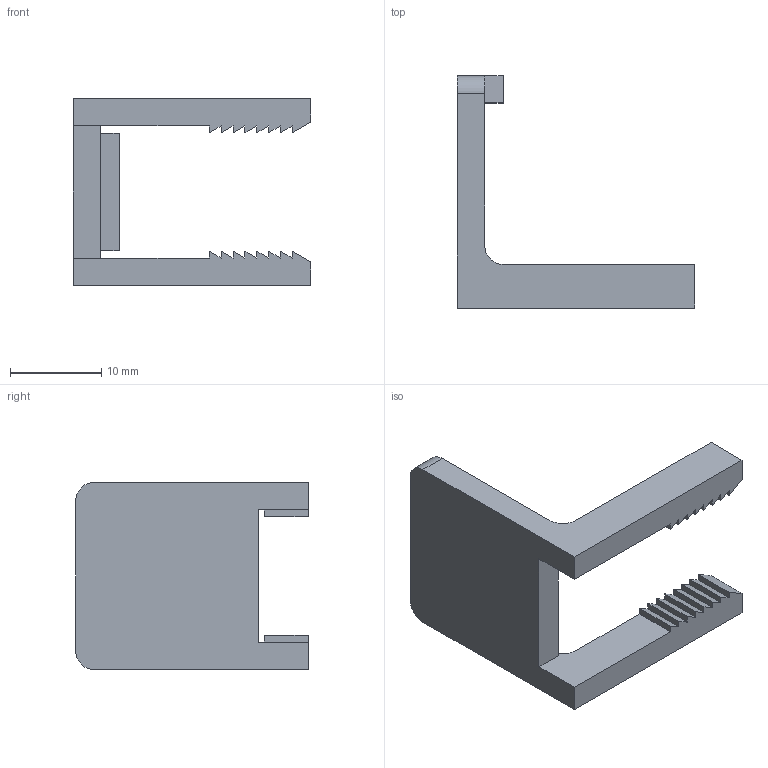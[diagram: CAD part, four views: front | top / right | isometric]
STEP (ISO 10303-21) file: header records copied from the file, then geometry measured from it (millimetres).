
FILE_DESCRIPTION (( 'STEP AP214' ), '1' );
FILE_NAME ('6221121', '2019-01-28T16:57:15', ( '' ), ('JUGARD+KÜNSTNER GmbH'), 'SwSTEP 2.0', 'SolidWorks 2017', '' );
FILE_SCHEMA (( 'AUTOMOTIVE_DESIGN' ));
Length unit declared in the file: millimetre
Products named in the file (1): 6221121
Bounding box: 26 x 25.5 x 20.5 mm (x, y, z)
Volume: 2103.6 mm3; surface area: 2050.3 mm2
Topology: 1 solids, 1 shells, 66 faces, 192 edges, 128 vertices
Faces by surface type: plane 62, cylinder 4
Entity records: 2178 total; most frequent: CARTESIAN_POINT 387, ORIENTED_EDGE 384, DIRECTION 334, EDGE_CURVE 192, VECTOR 184, LINE 184, VERTEX_POINT 128, AXIS2_PLACEMENT_3D 75
